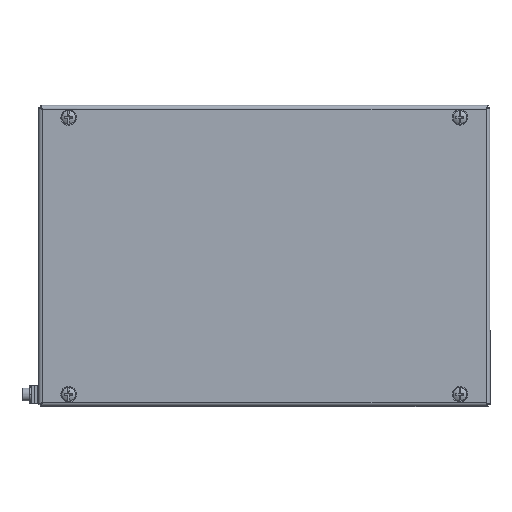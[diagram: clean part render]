
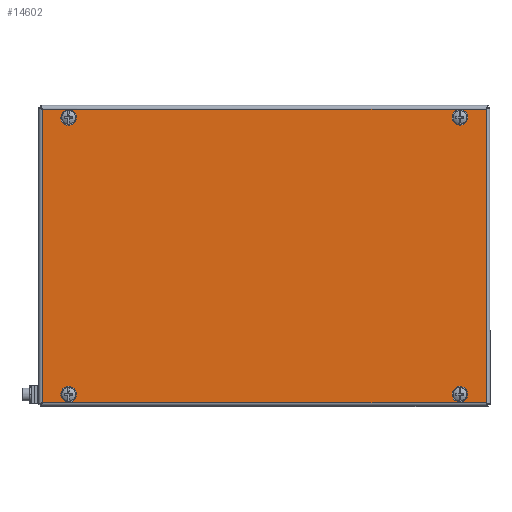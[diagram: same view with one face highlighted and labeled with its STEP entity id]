
A CAD part, top view. The second image highlights one B-rep face of the part: STEP entity #14602.
In plain terms, the highlighted face is planar.
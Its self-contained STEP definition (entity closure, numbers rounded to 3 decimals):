
#112 = CARTESIAN_POINT ( 'NONE',  ( -150., 100., 0. ) ) ;
#358 = EDGE_CURVE ( 'NONE', #1293, #6054, #6970, .T. ) ;
#516 = ORIENTED_EDGE ( 'NONE', *, *, #358, .T. ) ;
#1099 = EDGE_CURVE ( 'NONE', #8171, #8171, #5589, .T. ) ;
#1293 = VERTEX_POINT ( 'NONE', #10964 ) ;
#1387 = AXIS2_PLACEMENT_3D ( 'NONE', #11401, #2241, #4796 ) ;
#1418 = EDGE_LOOP ( 'NONE', ( #10635, #7560, #5880, #516 ) ) ;
#1659 = DIRECTION ( 'NONE',  ( 1., 0., 0. ) ) ;
#1934 = CIRCLE ( 'NONE', #7158, 4. ) ;
#2019 = CARTESIAN_POINT ( 'NONE',  ( 148.743, -97.5, 0. ) ) ;
#2117 = CIRCLE ( 'NONE', #1387, 4. ) ;
#2241 = DIRECTION ( 'NONE',  ( 0., 0., -1. ) ) ;
#2497 = VECTOR ( 'NONE', #9620, 1000. ) ;
#2561 = LINE ( 'NONE', #12434, #2497 ) ;
#2616 = EDGE_CURVE ( 'NONE', #14890, #14890, #1934, .T. ) ;
#2728 = CARTESIAN_POINT ( 'NONE',  ( -134., -92., 0. ) ) ;
#2945 = DIRECTION ( 'NONE',  ( 0., -1., 0. ) ) ;
#3520 = VECTOR ( 'NONE', #10674, 1000. ) ;
#3713 = LINE ( 'NONE', #2019, #3520 ) ;
#3993 = CIRCLE ( 'NONE', #7200, 4. ) ;
#4506 = CARTESIAN_POINT ( 'NONE',  ( -147.5, 97.5, 0. ) ) ;
#4541 = EDGE_CURVE ( 'NONE', #5922, #5922, #2117, .T. ) ;
#4617 = VERTEX_POINT ( 'NONE', #4506 ) ;
#4796 = DIRECTION ( 'NONE',  ( 1., 0., 0. ) ) ;
#4835 = CARTESIAN_POINT ( 'NONE',  ( -147.5, -98.743, 0. ) ) ;
#5289 = DIRECTION ( 'NONE',  ( 0., 1., 0. ) ) ;
#5394 = CARTESIAN_POINT ( 'NONE',  ( -126., 92., 0. ) ) ;
#5589 = CIRCLE ( 'NONE', #17004, 4. ) ;
#5627 = EDGE_CURVE ( 'NONE', #8305, #4617, #15025, .T. ) ;
#5699 = VERTEX_POINT ( 'NONE', #2728 ) ;
#5880 = ORIENTED_EDGE ( 'NONE', *, *, #13112, .T. ) ;
#5922 = VERTEX_POINT ( 'NONE', #8303 ) ;
#6054 = VERTEX_POINT ( 'NONE', #18756 ) ;
#6615 = CARTESIAN_POINT ( 'NONE',  ( 147.5, 98.743, 0. ) ) ;
#6967 = VECTOR ( 'NONE', #2945, 1000. ) ;
#6970 = LINE ( 'NONE', #6615, #6967 ) ;
#7031 = FACE_BOUND ( 'NONE', #14131, .T. ) ;
#7158 = AXIS2_PLACEMENT_3D ( 'NONE', #7723, #14715, #16462 ) ;
#7200 = AXIS2_PLACEMENT_3D ( 'NONE', #16511, #7902, #17955 ) ;
#7337 = ORIENTED_EDGE ( 'NONE', *, *, #2616, .F. ) ;
#7381 = ORIENTED_EDGE ( 'NONE', *, *, #12966, .F. ) ;
#7560 = ORIENTED_EDGE ( 'NONE', *, *, #5627, .T. ) ;
#7723 = CARTESIAN_POINT ( 'NONE',  ( -130., 92., 0. ) ) ;
#7902 = DIRECTION ( 'NONE',  ( 0., 0., -1. ) ) ;
#8083 = EDGE_LOOP ( 'NONE', ( #7337 ) ) ;
#8171 = VERTEX_POINT ( 'NONE', #18251 ) ;
#8303 = CARTESIAN_POINT ( 'NONE',  ( 134., -92., 0. ) ) ;
#8305 = VERTEX_POINT ( 'NONE', #13417 ) ;
#8753 = EDGE_LOOP ( 'NONE', ( #9658 ) ) ;
#9620 = DIRECTION ( 'NONE',  ( 1., 0., 0. ) ) ;
#9658 = ORIENTED_EDGE ( 'NONE', *, *, #1099, .F. ) ;
#10324 = DIRECTION ( 'NONE',  ( 0., 0., 1. ) ) ;
#10555 = EDGE_LOOP ( 'NONE', ( #7381 ) ) ;
#10635 = ORIENTED_EDGE ( 'NONE', *, *, #12991, .T. ) ;
#10674 = DIRECTION ( 'NONE',  ( -1., 0., 0. ) ) ;
#10964 = CARTESIAN_POINT ( 'NONE',  ( 147.5, 97.5, 0. ) ) ;
#11401 = CARTESIAN_POINT ( 'NONE',  ( 130., -92., 0. ) ) ;
#11851 = AXIS2_PLACEMENT_3D ( 'NONE', #112, #10324, #1659 ) ;
#12367 = ORIENTED_EDGE ( 'NONE', *, *, #4541, .F. ) ;
#12434 = CARTESIAN_POINT ( 'NONE',  ( -148.743, 97.5, 0. ) ) ;
#12966 = EDGE_CURVE ( 'NONE', #5699, #5699, #3993, .T. ) ;
#12991 = EDGE_CURVE ( 'NONE', #6054, #8305, #3713, .T. ) ;
#13112 = EDGE_CURVE ( 'NONE', #4617, #1293, #2561, .T. ) ;
#13269 = FACE_OUTER_BOUND ( 'NONE', #1418, .T. ) ;
#13417 = CARTESIAN_POINT ( 'NONE',  ( -147.5, -97.5, 0. ) ) ;
#13745 = FACE_BOUND ( 'NONE', #8753, .T. ) ;
#13965 = FACE_BOUND ( 'NONE', #8083, .T. ) ;
#14131 = EDGE_LOOP ( 'NONE', ( #12367 ) ) ;
#14447 = DIRECTION ( 'NONE',  ( 0., 0., -1. ) ) ;
#14602 = ADVANCED_FACE ( 'NONE', ( #7031, #15112, #13965, #13745, #13269 ), #16097, .F. ) ;
#14715 = DIRECTION ( 'NONE',  ( 0., 0., -1. ) ) ;
#14811 = VECTOR ( 'NONE', #5289, 1000. ) ;
#14890 = VERTEX_POINT ( 'NONE', #5394 ) ;
#15025 = LINE ( 'NONE', #4835, #14811 ) ;
#15112 = FACE_BOUND ( 'NONE', #10555, .T. ) ;
#16097 = PLANE ( 'NONE',  #11851 ) ;
#16217 = DIRECTION ( 'NONE',  ( -1., 0., 0. ) ) ;
#16462 = DIRECTION ( 'NONE',  ( 1., 0., 0. ) ) ;
#16511 = CARTESIAN_POINT ( 'NONE',  ( -130., -92., 0. ) ) ;
#16803 = CARTESIAN_POINT ( 'NONE',  ( 130., 92., 0. ) ) ;
#17004 = AXIS2_PLACEMENT_3D ( 'NONE', #16803, #14447, #16217 ) ;
#17955 = DIRECTION ( 'NONE',  ( -1., 0., 0. ) ) ;
#18251 = CARTESIAN_POINT ( 'NONE',  ( 126., 92., 0. ) ) ;
#18756 = CARTESIAN_POINT ( 'NONE',  ( 147.5, -97.5, 0. ) ) ;
